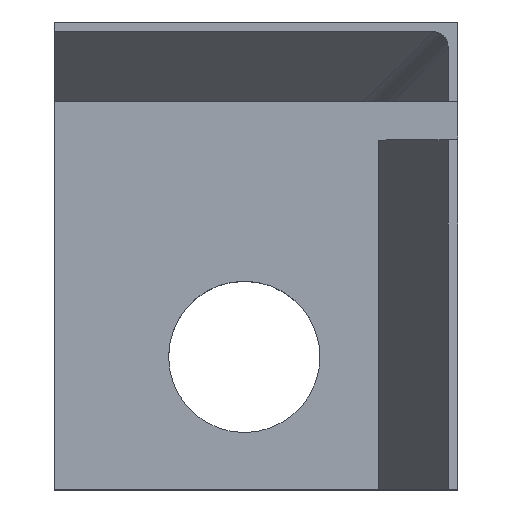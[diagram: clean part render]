
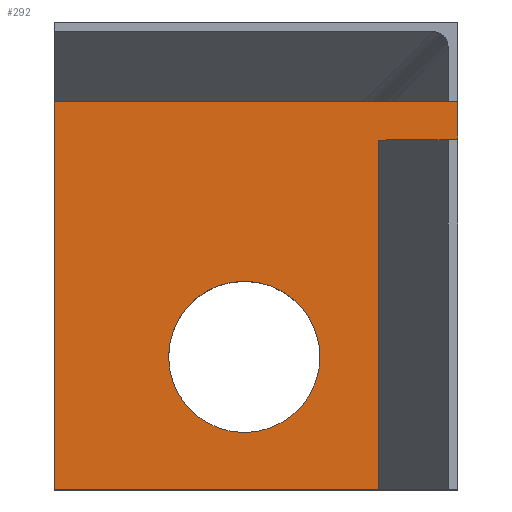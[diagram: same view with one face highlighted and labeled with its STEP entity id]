
A CAD part, top view. The second image highlights one B-rep face of the part: STEP entity #292.
In plain terms, the highlighted planar face has unit normal (0, 0, 1).
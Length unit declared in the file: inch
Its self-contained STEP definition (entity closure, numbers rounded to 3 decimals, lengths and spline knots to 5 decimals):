
#17 = FACE_BOUND ( 'NONE', #439, .T. ) ;
#27 = CARTESIAN_POINT ( 'NONE',  ( 0.2375, 0., 0.0625 ) ) ;
#53 = DIRECTION ( 'NONE',  ( 0., 0., -1. ) ) ;
#55 = CARTESIAN_POINT ( 'NONE',  ( 0., 0., 0.0625 ) ) ;
#57 = PLANE ( 'NONE',  #226 ) ;
#59 = DIRECTION ( 'NONE',  ( -1., 0., 0. ) ) ;
#68 = CARTESIAN_POINT ( 'NONE',  ( 0.2375, 0.20572, 0.0625 ) ) ;
#69 = CARTESIAN_POINT ( 'NONE',  ( 0.11187, 0.07817, 0.0625 ) ) ;
#70 = DIRECTION ( 'NONE',  ( 0., 0., 1. ) ) ;
#71 = DIRECTION ( 'NONE',  ( 1., 0., 0. ) ) ;
#73 = DIRECTION ( 'NONE',  ( 0., 1., 0. ) ) ;
#74 = DIRECTION ( 'NONE',  ( -1., 0., 0. ) ) ;
#75 = CARTESIAN_POINT ( 'NONE',  ( 0.2375, 0.22822, 0.0625 ) ) ;
#76 = DIRECTION ( 'NONE',  ( -1., 0., 0. ) ) ;
#77 = CARTESIAN_POINT ( 'NONE',  ( 0.33107, 0.22822, 0.0625 ) ) ;
#78 = DIRECTION ( 'NONE',  ( -1., 0., 0. ) ) ;
#98 = CARTESIAN_POINT ( 'NONE',  ( 0.11187, 0.07817, 0.0625 ) ) ;
#99 = DIRECTION ( 'NONE',  ( 0., 0., 1. ) ) ;
#100 = DIRECTION ( 'NONE',  ( 1., 0., 0. ) ) ;
#127 = CARTESIAN_POINT ( 'NONE',  ( 0., 0., 0.0625 ) ) ;
#130 = CARTESIAN_POINT ( 'NONE',  ( 0., 0.22822, 0.0625 ) ) ;
#137 = CARTESIAN_POINT ( 'NONE',  ( 0.2375, 0.20572, 0.0625 ) ) ;
#139 = DIRECTION ( 'NONE',  ( 0., -1., 0. ) ) ;
#145 = CARTESIAN_POINT ( 'NONE',  ( 0., 0., 0.0625 ) ) ;
#146 = DIRECTION ( 'NONE',  ( 1., 0., 0. ) ) ;
#156 = CARTESIAN_POINT ( 'NONE',  ( 0., 0., 0.0625 ) ) ;
#157 = CARTESIAN_POINT ( 'NONE',  ( 0.06738, 0.07817, 0.0625 ) ) ;
#158 = CARTESIAN_POINT ( 'NONE',  ( 0.2375, 0.22822, 0.0625 ) ) ;
#159 = CARTESIAN_POINT ( 'NONE',  ( 0.19072, 0.20572, 0.0625 ) ) ;
#164 = CARTESIAN_POINT ( 'NONE',  ( 0.19072, 0., 0.0625 ) ) ;
#165 = CARTESIAN_POINT ( 'NONE',  ( 0.18205, 0.22822, 0.0625 ) ) ;
#166 = CARTESIAN_POINT ( 'NONE',  ( 0.15637, 0.07817, 0.0625 ) ) ;
#189 = EDGE_CURVE ( 'NONE', #523, #522, #415, .T. ) ;
#195 = EDGE_CURVE ( 'NONE', #521, #533, #359, .T. ) ;
#206 = EDGE_CURVE ( 'NONE', #533, #521, #345, .T. ) ;
#207 = EDGE_CURVE ( 'NONE', #531, #525, #346, .T. ) ;
#208 = EDGE_CURVE ( 'NONE', #522, #525, #379, .T. ) ;
#209 = EDGE_CURVE ( 'NONE', #523, #532, #381, .T. ) ;
#210 = EDGE_CURVE ( 'NONE', #532, #520, #377, .T. ) ;
#215 = AXIS2_PLACEMENT_3D ( 'NONE', #69, #70, #71 ) ;
#226 = AXIS2_PLACEMENT_3D ( 'NONE', #55, #53, #59 ) ;
#292 = ADVANCED_FACE ( 'NONE', ( #17, #397 ), #57, .F. ) ;
#307 = AXIS2_PLACEMENT_3D ( 'NONE', #98, #99, #100 ) ;
#330 = DIRECTION ( 'NONE',  ( 0., -1., 0. ) ) ;
#336 = CARTESIAN_POINT ( 'NONE',  ( 0.19072, -0.09357, 0.0625 ) ) ;
#340 = LINE ( 'NONE', #145, #386 ) ;
#344 = VECTOR ( 'NONE', #73, 39.37008 ) ;
#345 = CIRCLE ( 'NONE', #215, 0.0445 ) ;
#346 = LINE ( 'NONE', #336, #344 ) ;
#359 = CIRCLE ( 'NONE', #307, 0.0445 ) ;
#374 = VECTOR ( 'NONE', #78, 39.37008 ) ;
#376 = VECTOR ( 'NONE', #76, 39.37008 ) ;
#377 = LINE ( 'NONE', #77, #374 ) ;
#378 = VECTOR ( 'NONE', #74, 39.37008 ) ;
#379 = LINE ( 'NONE', #68, #378 ) ;
#381 = LINE ( 'NONE', #75, #376 ) ;
#386 = VECTOR ( 'NONE', #146, 39.37008 ) ;
#387 = VECTOR ( 'NONE', #139, 39.37008 ) ;
#389 = LINE ( 'NONE', #127, #387 ) ;
#397 = FACE_OUTER_BOUND ( 'NONE', #432, .T. ) ;
#410 = VECTOR ( 'NONE', #330, 39.37008 ) ;
#415 = LINE ( 'NONE', #27, #410 ) ;
#432 = EDGE_LOOP ( 'NONE', ( #503, #502, #500, #499, #498, #497, #496 ) ) ;
#439 = EDGE_LOOP ( 'NONE', ( #505, #504 ) ) ;
#480 = EDGE_CURVE ( 'NONE', #520, #527, #389, .T. ) ;
#484 = EDGE_CURVE ( 'NONE', #527, #531, #340, .T. ) ;
#496 = ORIENTED_EDGE ( 'NONE', *, *, #484, .T. ) ;
#497 = ORIENTED_EDGE ( 'NONE', *, *, #480, .T. ) ;
#498 = ORIENTED_EDGE ( 'NONE', *, *, #210, .T. ) ;
#499 = ORIENTED_EDGE ( 'NONE', *, *, #209, .T. ) ;
#500 = ORIENTED_EDGE ( 'NONE', *, *, #189, .F. ) ;
#502 = ORIENTED_EDGE ( 'NONE', *, *, #208, .F. ) ;
#503 = ORIENTED_EDGE ( 'NONE', *, *, #207, .T. ) ;
#504 = ORIENTED_EDGE ( 'NONE', *, *, #195, .F. ) ;
#505 = ORIENTED_EDGE ( 'NONE', *, *, #206, .F. ) ;
#520 = VERTEX_POINT ( 'NONE', #130 ) ;
#521 = VERTEX_POINT ( 'NONE', #157 ) ;
#522 = VERTEX_POINT ( 'NONE', #137 ) ;
#523 = VERTEX_POINT ( 'NONE', #158 ) ;
#525 = VERTEX_POINT ( 'NONE', #159 ) ;
#527 = VERTEX_POINT ( 'NONE', #156 ) ;
#531 = VERTEX_POINT ( 'NONE', #164 ) ;
#532 = VERTEX_POINT ( 'NONE', #165 ) ;
#533 = VERTEX_POINT ( 'NONE', #166 ) ;
